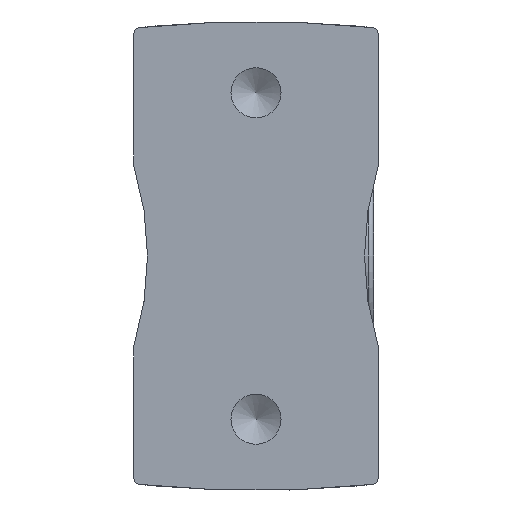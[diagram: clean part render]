
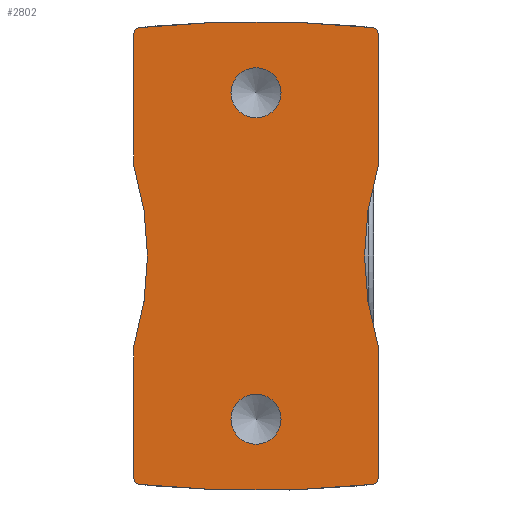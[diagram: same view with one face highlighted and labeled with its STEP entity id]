
A CAD part, front view. The second image highlights one B-rep face of the part: STEP entity #2802.
In plain terms, the highlighted face is planar.
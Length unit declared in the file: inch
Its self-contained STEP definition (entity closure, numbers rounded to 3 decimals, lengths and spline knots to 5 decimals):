
#893=PLANE('',#3010);
#924=CIRCLE('',#2901,1.875);
#926=CIRCLE('',#2905,0.1535);
#928=CIRCLE('',#2909,0.1535);
#943=CIRCLE('',#2929,6.9071);
#967=CIRCLE('',#2965,6.9071);
#969=CIRCLE('',#2968,0.035);
#975=CIRCLE('',#2978,1.875);
#976=CIRCLE('',#2981,0.035);
#987=CIRCLE('',#3000,0.035);
#992=CIRCLE('',#3009,0.035);
#1060=VECTOR('',#3186,1.);
#1076=VECTOR('',#3354,1.);
#1135=LINE('',#3837,#1060);
#1151=LINE('',#6598,#1076);
#1219=VERTEX_POINT('',#3836);
#1220=VERTEX_POINT('',#3838);
#1221=VERTEX_POINT('',#3842);
#1223=VERTEX_POINT('',#3847);
#1226=VERTEX_POINT('',#3854);
#1229=VERTEX_POINT('',#3861);
#1246=VERTEX_POINT('',#4486);
#1247=VERTEX_POINT('',#4488);
#1273=VERTEX_POINT('',#6089);
#1274=VERTEX_POINT('',#6091);
#1287=VERTEX_POINT('',#6578);
#1288=VERTEX_POINT('',#6580);
#1290=VERTEX_POINT('',#6597);
#1313=VERTEX_POINT('',#6913);
#1497=EDGE_CURVE('',#1220,#1219,#1135,.T.);
#1500=EDGE_CURVE('',#1219,#1221,#924,.T.);
#1503=EDGE_CURVE('',#1221,#1223,#1135,.T.);
#1505=EDGE_CURVE('',#1226,#1226,#926,.T.);
#1507=EDGE_CURVE('',#1229,#1229,#928,.T.);
#1532=EDGE_CURVE('',#1247,#1246,#943,.T.);
#1583=EDGE_CURVE('',#1274,#1273,#967,.T.);
#1587=EDGE_CURVE('',#1220,#1273,#969,.T.);
#1604=EDGE_CURVE('',#1288,#1287,#975,.T.);
#1608=EDGE_CURVE('',#1290,#1287,#1151,.T.);
#1609=EDGE_CURVE('',#1274,#1290,#976,.T.);
#1638=EDGE_CURVE('',#1247,#1223,#987,.T.);
#1646=EDGE_CURVE('',#1313,#1246,#992,.T.);
#1647=EDGE_CURVE('',#1288,#1313,#1151,.T.);
#2059=ORIENTED_EDGE('',*,*,#1505,.T.);
#2060=ORIENTED_EDGE('',*,*,#1507,.T.);
#2061=ORIENTED_EDGE('',*,*,#1646,.F.);
#2062=ORIENTED_EDGE('',*,*,#1647,.F.);
#2063=ORIENTED_EDGE('',*,*,#1604,.T.);
#2064=ORIENTED_EDGE('',*,*,#1608,.F.);
#2065=ORIENTED_EDGE('',*,*,#1609,.F.);
#2066=ORIENTED_EDGE('',*,*,#1583,.T.);
#2067=ORIENTED_EDGE('',*,*,#1587,.F.);
#2068=ORIENTED_EDGE('',*,*,#1497,.T.);
#2069=ORIENTED_EDGE('',*,*,#1500,.T.);
#2070=ORIENTED_EDGE('',*,*,#1503,.T.);
#2071=ORIENTED_EDGE('',*,*,#1638,.F.);
#2072=ORIENTED_EDGE('',*,*,#1532,.T.);
#2424=EDGE_LOOP('',(#2059));
#2425=EDGE_LOOP('',(#2060));
#2426=EDGE_LOOP('',(#2061,#2062,#2063,#2064,#2065,#2066,#2067,#2068,#2069,
#2070,#2071,#2072));
#2613=FACE_BOUND('',#2424,.T.);
#2614=FACE_BOUND('',#2425,.T.);
#2615=FACE_BOUND('',#2426,.T.);
#2802=ADVANCED_FACE('',(#2613,#2614,#2615),#893,.F.);
#2901=AXIS2_PLACEMENT_3D('',#3843,#3191,#3192);
#2905=AXIS2_PLACEMENT_3D('',#3853,#3201,#3202);
#2909=AXIS2_PLACEMENT_3D('',#3860,#3209,#3210);
#2929=AXIS2_PLACEMENT_3D('',#4487,#3249,#3250);
#2965=AXIS2_PLACEMENT_3D('',#6090,#3320,#3321);
#2968=AXIS2_PLACEMENT_3D('',#6107,#3327,#3328);
#2978=AXIS2_PLACEMENT_3D('',#6579,#3349,#3350);
#2981=AXIS2_PLACEMENT_3D('',#6600,#3357,#3358);
#3000=AXIS2_PLACEMENT_3D('',#6899,#3402,#3403);
#3009=AXIS2_PLACEMENT_3D('',#6914,#3422,#3423);
#3010=AXIS2_PLACEMENT_3D('',#6915,#3424,$);
#3186=DIRECTION('',(0.,-1.,0.));
#3191=DIRECTION('',(0.,0.,1.));
#3192=DIRECTION('',(1.875,0.,0.));
#3201=DIRECTION('',(0.,0.,1.));
#3202=DIRECTION('',(0.154,0.,0.));
#3209=DIRECTION('',(0.,0.,1.));
#3210=DIRECTION('',(0.154,0.,0.));
#3249=DIRECTION('',(0.,0.,-1.));
#3250=DIRECTION('',(6.907,0.,0.));
#3320=DIRECTION('',(0.,0.,-1.));
#3321=DIRECTION('',(-6.907,0.,0.));
#3327=DIRECTION('',(0.,0.,1.));
#3328=DIRECTION('',(0.026,0.023,0.));
#3349=DIRECTION('',(0.,0.,1.));
#3350=DIRECTION('',(-1.875,0.,0.));
#3354=DIRECTION('',(0.,-1.,0.));
#3357=DIRECTION('',(0.,0.,1.));
#3358=DIRECTION('',(-0.026,0.023,0.));
#3402=DIRECTION('',(0.,0.,1.));
#3403=DIRECTION('',(0.026,-0.023,0.));
#3422=DIRECTION('',(0.,0.,1.));
#3423=DIRECTION('',(-0.026,-0.023,0.));
#3424=DIRECTION('',(0.,0.,1.));
#3836=CARTESIAN_POINT('',(0.74803,0.55118,0.));
#3837=CARTESIAN_POINT('',(0.74803,1.39638,0.));
#3838=CARTESIAN_POINT('',(0.74803,1.36492,0.));
#3842=CARTESIAN_POINT('',(0.74803,-0.55118,0.));
#3843=CARTESIAN_POINT('',(2.54019,0.,0.));
#3847=CARTESIAN_POINT('',(0.74803,-1.36492,0.));
#3853=CARTESIAN_POINT('',(0.,-1.,0.));
#3854=CARTESIAN_POINT('',(0.1535,-1.,0.));
#3860=CARTESIAN_POINT('',(0.,1.,0.));
#3861=CARTESIAN_POINT('',(0.1535,1.,0.));
#4486=CARTESIAN_POINT('',(-0.71666,-1.39973,0.));
#4487=CARTESIAN_POINT('',(0.,5.47009,0.));
#4488=CARTESIAN_POINT('',(0.71666,-1.39973,0.));
#6089=CARTESIAN_POINT('',(0.71666,1.39973,0.));
#6090=CARTESIAN_POINT('',(0.,-5.47009,0.));
#6091=CARTESIAN_POINT('',(-0.71666,1.39973,0.));
#6107=CARTESIAN_POINT('',(0.71303,1.36492,0.));
#6578=CARTESIAN_POINT('',(-0.74803,0.55118,0.));
#6579=CARTESIAN_POINT('',(-2.54019,0.,0.));
#6580=CARTESIAN_POINT('',(-0.74803,-0.55118,0.));
#6597=CARTESIAN_POINT('',(-0.74803,1.36492,0.));
#6598=CARTESIAN_POINT('',(-0.74803,1.39638,0.));
#6600=CARTESIAN_POINT('',(-0.71303,1.36492,0.));
#6899=CARTESIAN_POINT('',(0.71303,-1.36492,0.));
#6913=CARTESIAN_POINT('',(-0.74803,-1.36492,0.));
#6914=CARTESIAN_POINT('',(-0.71303,-1.36492,0.));
#6915=CARTESIAN_POINT('',(0.37056,0.70974,0.));
